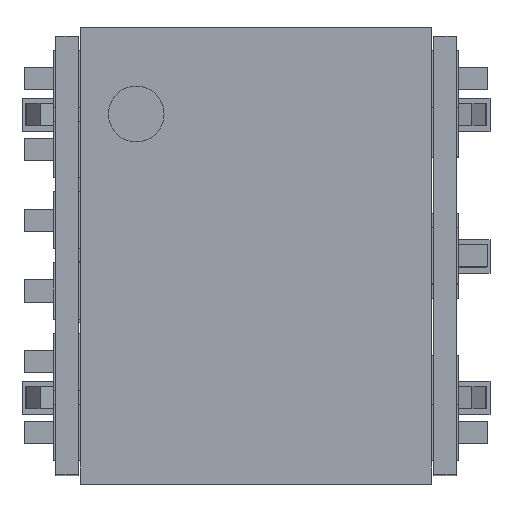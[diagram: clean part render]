
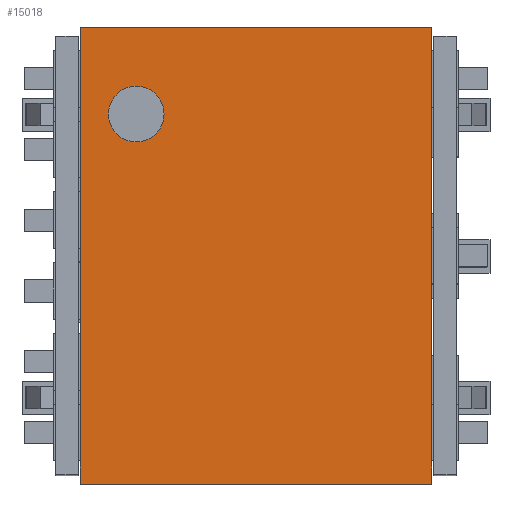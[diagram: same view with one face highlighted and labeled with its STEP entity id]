
A CAD part, top view. The second image highlights one B-rep face of the part: STEP entity #15018.
In plain terms, the highlighted planar face has unit normal (0, 0, 1).
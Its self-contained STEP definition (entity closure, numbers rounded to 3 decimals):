
#123=FACE_BOUND('',#1607,.T.);
#387=CIRCLE('',#16055,0.5);
#667=FACE_OUTER_BOUND('',#1606,.T.);
#1606=EDGE_LOOP('',(#10693,#10694,#10695,#10696));
#1607=EDGE_LOOP('',(#10697));
#2776=LINE('',#21649,#4734);
#2787=LINE('',#21677,#4745);
#2788=LINE('',#21679,#4746);
#2789=LINE('',#21680,#4747);
#4734=VECTOR('',#17654,6.3);
#4745=VECTOR('',#17683,8.2);
#4746=VECTOR('',#17684,6.3);
#4747=VECTOR('',#17685,8.2);
#6594=VERTEX_POINT('',#21646);
#6595=VERTEX_POINT('',#21648);
#6602=VERTEX_POINT('',#21672);
#6603=VERTEX_POINT('',#21676);
#6604=VERTEX_POINT('',#21678);
#8134=EDGE_CURVE('',#6595,#6594,#2776,.T.);
#8146=EDGE_CURVE('',#6602,#6602,#387,.T.);
#8147=EDGE_CURVE('',#6594,#6603,#2787,.T.);
#8148=EDGE_CURVE('',#6603,#6604,#2788,.T.);
#8149=EDGE_CURVE('',#6604,#6595,#2789,.T.);
#10693=ORIENTED_EDGE('',*,*,#8134,.T.);
#10694=ORIENTED_EDGE('',*,*,#8147,.T.);
#10695=ORIENTED_EDGE('',*,*,#8148,.T.);
#10696=ORIENTED_EDGE('',*,*,#8149,.T.);
#10697=ORIENTED_EDGE('',*,*,#8146,.T.);
#14161=PLANE('',#16057);
#15018=ADVANCED_FACE('',(#667,#123),#14161,.T.);
#16055=AXIS2_PLACEMENT_3D('',#21673,#17677,#17678);
#16057=AXIS2_PLACEMENT_3D('',#21675,#17681,#17682);
#17654=DIRECTION('',(1.,0.,0.));
#17677=DIRECTION('center_axis',(0.,0.,-1.));
#17678=DIRECTION('ref_axis',(0.,-1.,0.));
#17681=DIRECTION('center_axis',(0.,0.,1.));
#17682=DIRECTION('ref_axis',(0.,-1.,0.));
#17683=DIRECTION('',(0.,1.,0.));
#17684=DIRECTION('',(-1.,0.,0.));
#17685=DIRECTION('',(0.,-1.,0.));
#21646=CARTESIAN_POINT('',(3.15,-4.1,8.5));
#21648=CARTESIAN_POINT('',(-3.15,-4.1,8.5));
#21649=CARTESIAN_POINT('',(0.,-4.1,8.5));
#21672=CARTESIAN_POINT('',(-2.15,2.04,8.5));
#21673=CARTESIAN_POINT('Origin',(-2.15,2.54,8.5));
#21675=CARTESIAN_POINT('Origin',(0.,0.,
8.5));
#21676=CARTESIAN_POINT('',(3.15,4.1,8.5));
#21677=CARTESIAN_POINT('',(3.15,0.,8.5));
#21678=CARTESIAN_POINT('',(-3.15,4.1,8.5));
#21679=CARTESIAN_POINT('',(0.,4.1,8.5));
#21680=CARTESIAN_POINT('',(-3.15,0.,8.5));
